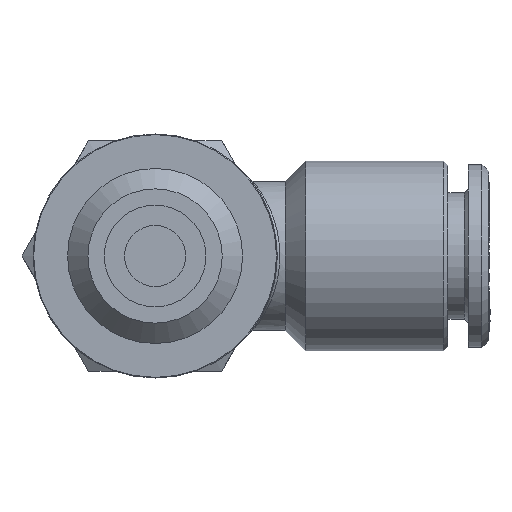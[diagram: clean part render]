
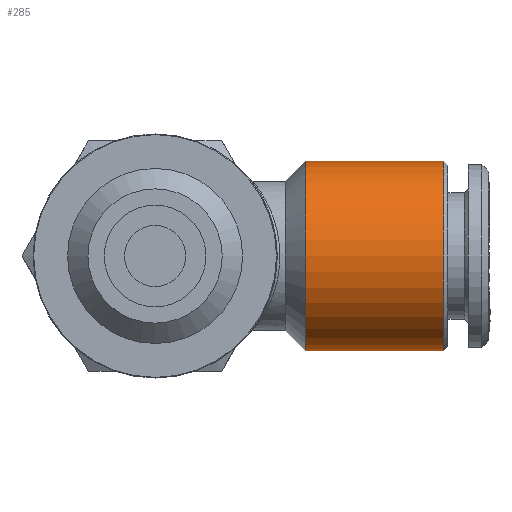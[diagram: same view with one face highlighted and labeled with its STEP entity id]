
A CAD part, front view. The second image highlights one B-rep face of the part: STEP entity #285.
In plain terms, the highlighted cylindrical face has radius 7 mm (diameter 14 mm), a full revolution.
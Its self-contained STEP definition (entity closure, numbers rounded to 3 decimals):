
#285 = ADVANCED_FACE( 'NONE', ( #707, #708 ), #709, .T. );
#707 = FACE_OUTER_BOUND( '', #2785, .T. );
#708 = FACE_OUTER_BOUND( '', #2786, .T. );
#709 = CYLINDRICAL_SURFACE( '', #2787, 7. );
#2785 = EDGE_LOOP( '', ( #4837 ) );
#2786 = EDGE_LOOP( '', ( #4838 ) );
#2787 = AXIS2_PLACEMENT_3D( '', #4839, #4840, #4841 );
#4837 = ORIENTED_EDGE( '', *, *, #5693, .T. );
#4838 = ORIENTED_EDGE( '', *, *, #5590, .F. );
#4839 = CARTESIAN_POINT( '', ( -5.577, 17.2, 0. ) );
#4840 = DIRECTION( '', ( -1., 0., 0. ) );
#4841 = DIRECTION( '', ( 0., 0., 1. ) );
#5590 = EDGE_CURVE( 'NONE', #6421, #6421, #6422, .T. );
#5693 = EDGE_CURVE( 'NONE', #6572, #6572, #6573, .T. );
#6421 = VERTEX_POINT( '', #9358 );
#6422 = CIRCLE( '', #9359, 7. );
#6572 = VERTEX_POINT( '', #10103 );
#6573 = CIRCLE( '', #10104, 7. );
#9358 = CARTESIAN_POINT( '', ( 11.1, 17.2, -7. ) );
#9359 = AXIS2_PLACEMENT_3D( '', #10671, #10672, #10673 );
#10103 = CARTESIAN_POINT( '', ( 21.3, 17.2, 7. ) );
#10104 = AXIS2_PLACEMENT_3D( '', #10760, #10761, #10762 );
#10671 = CARTESIAN_POINT( '', ( 11.1, 17.2, 0. ) );
#10672 = DIRECTION( '', ( -1., 0., 0. ) );
#10673 = DIRECTION( '', ( 0., 0., -1. ) );
#10760 = CARTESIAN_POINT( '', ( 21.3, 17.2, 0. ) );
#10761 = DIRECTION( '', ( -1., 0., 0. ) );
#10762 = DIRECTION( '', ( 0., 0., 1. ) );
